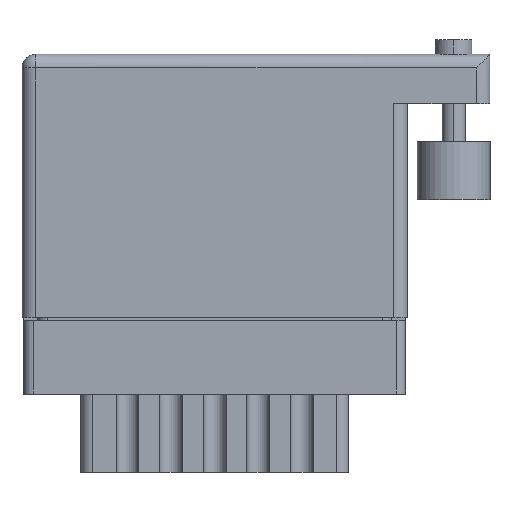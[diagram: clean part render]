
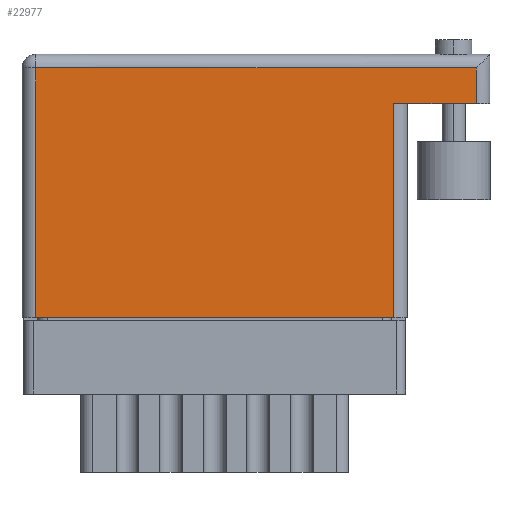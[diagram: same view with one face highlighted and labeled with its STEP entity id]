
A CAD part, front view. The second image highlights one B-rep face of the part: STEP entity #22977.
In plain terms, the highlighted face is planar.
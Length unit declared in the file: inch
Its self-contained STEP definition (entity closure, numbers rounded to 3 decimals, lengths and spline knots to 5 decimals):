
#261 = VECTOR ( 'NONE', #28932, 39.37008 ) ;
#1058 = VECTOR ( 'NONE', #5899, 39.37008 ) ;
#1933 = DIRECTION ( 'NONE',  ( 1., 0., 0. ) ) ;
#2011 = EDGE_CURVE ( 'NONE', #29927, #4721, #20472, .T. ) ;
#3556 = DIRECTION ( 'NONE',  ( -1., 0., 0. ) ) ;
#3993 = VERTEX_POINT ( 'NONE', #6428 ) ;
#4189 = AXIS2_PLACEMENT_3D ( 'NONE', #23570, #14299, #5046 ) ;
#4211 = CARTESIAN_POINT ( 'NONE',  ( 0.047, 0., 0. ) ) ;
#4721 = VERTEX_POINT ( 'NONE', #19130 ) ;
#4992 = EDGE_CURVE ( 'NONE', #29043, #13528, #10144, .T. ) ;
#5046 = DIRECTION ( 'NONE',  ( -1., 0., 0. ) ) ;
#5818 = CARTESIAN_POINT ( 'NONE',  ( 1.609, 0.736, 0. ) ) ;
#5899 = DIRECTION ( 'NONE',  ( 0., 1., 0. ) ) ;
#6428 = CARTESIAN_POINT ( 'NONE',  ( 1.562, 0.859, 0. ) ) ;
#6484 = DIRECTION ( 'NONE',  ( 0., -1., 0. ) ) ;
#6548 = LINE ( 'NONE', #26646, #261 ) ;
#6626 = VERTEX_POINT ( 'NONE', #10377 ) ;
#7012 = PLANE ( 'NONE',  #4189 ) ;
#8677 = VECTOR ( 'NONE', #1933, 39.37008 ) ;
#9039 = VECTOR ( 'NONE', #6484, 39.37008 ) ;
#10144 = LINE ( 'NONE', #16041, #8677 ) ;
#10377 = CARTESIAN_POINT ( 'NONE',  ( 0.047, 0.859, 0. ) ) ;
#10762 = EDGE_CURVE ( 'NONE', #13528, #4721, #6548, .T. ) ;
#10792 = CARTESIAN_POINT ( 'NONE',  ( 0., 0.859, 0. ) ) ;
#11927 = ORIENTED_EDGE ( 'NONE', *, *, #10762, .T. ) ;
#12367 = VECTOR ( 'NONE', #3556, 39.37008 ) ;
#12791 = CARTESIAN_POINT ( 'NONE',  ( 1.562, 0.906, 0. ) ) ;
#12808 = EDGE_CURVE ( 'NONE', #29927, #3993, #14661, .T. ) ;
#12830 = ORIENTED_EDGE ( 'NONE', *, *, #17759, .T. ) ;
#13528 = VERTEX_POINT ( 'NONE', #29868 ) ;
#14299 = DIRECTION ( 'NONE',  ( 0., 0., -1. ) ) ;
#14661 = LINE ( 'NONE', #12791, #1058 ) ;
#14707 = FACE_OUTER_BOUND ( 'NONE', #30343, .T. ) ;
#16041 = CARTESIAN_POINT ( 'NONE',  ( 0., 0., 0. ) ) ;
#16121 = EDGE_CURVE ( 'NONE', #3993, #6626, #30558, .T. ) ;
#17082 = CARTESIAN_POINT ( 'NONE',  ( 1.562, 0.736, 0. ) ) ;
#17759 = EDGE_CURVE ( 'NONE', #6626, #29043, #24890, .T. ) ;
#19130 = CARTESIAN_POINT ( 'NONE',  ( 1.278, 0.736, 0. ) ) ;
#20472 = LINE ( 'NONE', #5818, #12367 ) ;
#21218 = ORIENTED_EDGE ( 'NONE', *, *, #12808, .T. ) ;
#21282 = DIRECTION ( 'NONE',  ( -1., 0., 0. ) ) ;
#22457 = ORIENTED_EDGE ( 'NONE', *, *, #4992, .T. ) ;
#22485 = VECTOR ( 'NONE', #21282, 39.37008 ) ;
#22977 = ADVANCED_FACE ( 'NONE', ( #14707 ), #7012, .F. ) ;
#23570 = CARTESIAN_POINT ( 'NONE',  ( 0., 0.906, 0. ) ) ;
#23822 = ORIENTED_EDGE ( 'NONE', *, *, #2011, .F. ) ;
#24013 = CARTESIAN_POINT ( 'NONE',  ( 0.047, 0., 0. ) ) ;
#24890 = LINE ( 'NONE', #4211, #9039 ) ;
#26646 = CARTESIAN_POINT ( 'NONE',  ( 1.278, 0.736, 0. ) ) ;
#28255 = ORIENTED_EDGE ( 'NONE', *, *, #16121, .T. ) ;
#28932 = DIRECTION ( 'NONE',  ( 0., 1., 0. ) ) ;
#29043 = VERTEX_POINT ( 'NONE', #24013 ) ;
#29868 = CARTESIAN_POINT ( 'NONE',  ( 1.278, 0., 0. ) ) ;
#29927 = VERTEX_POINT ( 'NONE', #17082 ) ;
#30343 = EDGE_LOOP ( 'NONE', ( #22457, #11927, #23822, #21218, #28255, #12830 ) ) ;
#30558 = LINE ( 'NONE', #10792, #22485 ) ;
